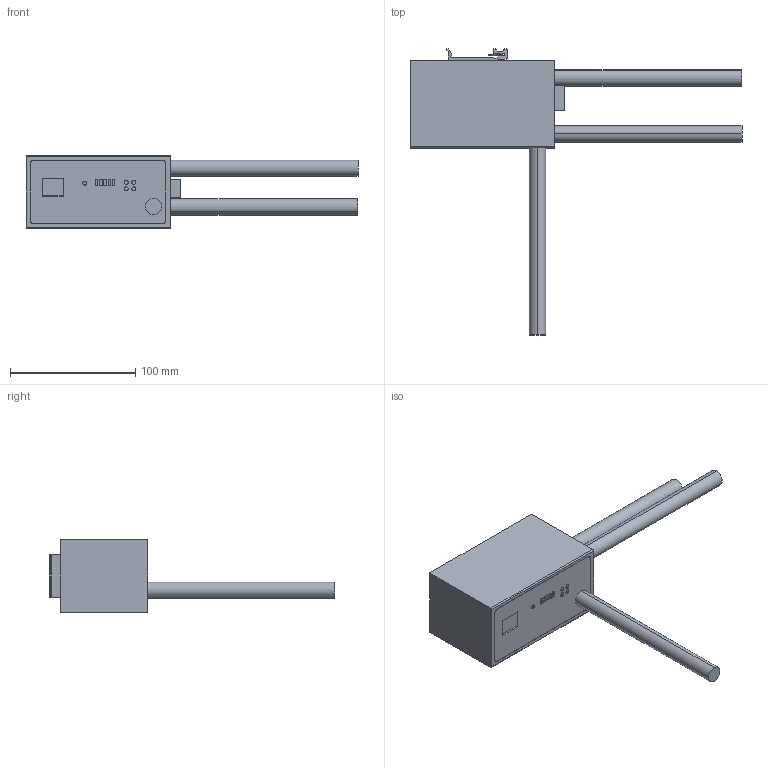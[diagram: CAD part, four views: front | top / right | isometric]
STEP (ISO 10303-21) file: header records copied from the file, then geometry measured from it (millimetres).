
FILE_DESCRIPTION((''),'2;1');
FILE_NAME('TL-AP1900DG_ASM','2022-03-28T',('Administrator'),(''),'PRO/ENGINEER BY PARAMETRIC TECHNOLOGY CORPORATION, 2013050','PRO/ENGINEER BY PARAMETRIC TECHNOLOGY CORPORATION, 2013050','');
FILE_SCHEMA(('AUTOMOTIVE_DESIGN { 1 0 10303 214 1 1 1 1 }'));
Length unit declared in the file: millimetre
Products named in the file (12): TOP_13_1; TOP-ASM_ASM_1_ASM_1_ASM; DAOGUIKAKOU_3_1; C8_TOP_1_2_1; TX_D7_ASM_1_ASM_1_ASM_1_ASM; TX_D7_ASM_ASM_5_ASM_1_ASM; TX_D7G_ASM_ASM_2_ASM_1_ASM; BOT_PCB_ASM_ASM_29_ASM_1; DUANZITAI_MUZUO_2_1; INDU_SWITCH_ASM_34_ASM_1_ASM; INDU_SWITCH_ASM_ASM_1_ASM; TL-AP1900DG_ASM
Assembly tree (13 placements, depth 6):
  TL-AP1900DG_ASM
    INDU_SWITCH_ASM_ASM_1_ASM
      INDU_SWITCH_ASM_34_ASM_1_ASM
        TOP-ASM_ASM_1_ASM_1_ASM
          TOP_13_1
        DAOGUIKAKOU_3_1
        TX_D7_ASM_ASM_5_ASM_1_ASM
          TX_D7_ASM_1_ASM_1_ASM_1_ASM
            C8_TOP_1_2_1
        TX_D7G_ASM_ASM_2_ASM_1_ASM
          TX_D7_ASM_1_ASM_1_ASM_1_ASM
            C8_TOP_1_2_1
        BOT_PCB_ASM_ASM_29_ASM_1
        DUANZITAI_MUZUO_2_1
    C8_TOP_1_2_1
Bounding box: 265 x 228.25 x 58 mm (x, y, z)
Volume: 530611.5 mm3; surface area: 64117 mm2
Topology: 6 solids, 6 shells, 234 faces, 591 edges, 393 vertices
Faces by surface type: plane 127, cylinder 92, torus 7, sphere 4, cone 4
Entity records: 9786 total; most frequent: DIRECTION 1309, CARTESIAN_POINT 1301, ORIENTED_EDGE 1150, PRESENTATION_STYLE_ASSIGNMENT 579, STYLED_ITEM 579, CURVE_STYLE 575, EDGE_CURVE 575, AXIS2_PLACEMENT_3D 478
